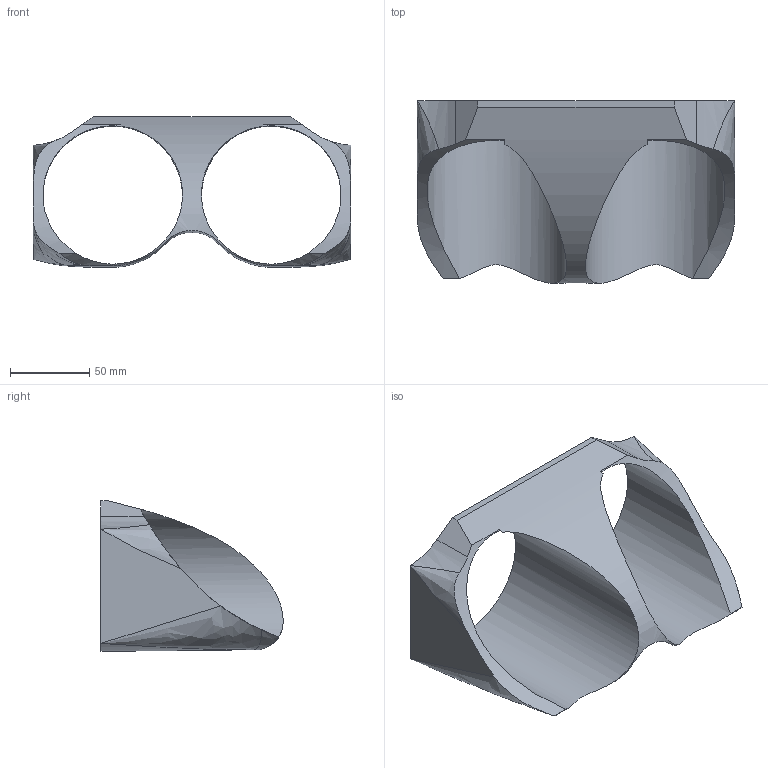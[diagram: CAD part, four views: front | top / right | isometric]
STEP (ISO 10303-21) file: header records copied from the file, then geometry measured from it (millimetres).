
FILE_DESCRIPTION(/* description */ (''),/* implementation_level */ '2;1');
FILE_NAME(/* name */ 'HAWK_nose.step',/* time_stamp */ '2022-11-02T12:29:39+01:00',/* author */ (''),/* organization */ (''),/* preprocessor_version */ 'ST-DEVELOPER v19.2',/* originating_system */ 'Autodesk Translation Framework v11.17.0.187',/* authorisation */ '');
FILE_SCHEMA (('AUTOMOTIVE_DESIGN { 1 0 10303 214 3 1 1 }'));
Length unit declared in the file: millimetre
Products named in the file (1): HAWK
Bounding box: 200 x 114.91 x 95.05 mm (x, y, z)
Volume: 294055.4 mm3; surface area: 89496.9 mm2
Topology: 1 solids, 1 shells, 33 faces, 99 edges, 62 vertices
Faces by surface type: plane 14, cylinder 10, bspline 9
Full cylindrical faces by diameter (mm): 88 x2
Entity records: 1721 total; most frequent: CARTESIAN_POINT 891, ORIENTED_EDGE 190, DIRECTION 103, EDGE_CURVE 95, VERTEX_POINT 62, B_SPLINE_CURVE_WITH_KNOTS 50, EDGE_LOOP 35, AXIS2_PLACEMENT_3D 35
